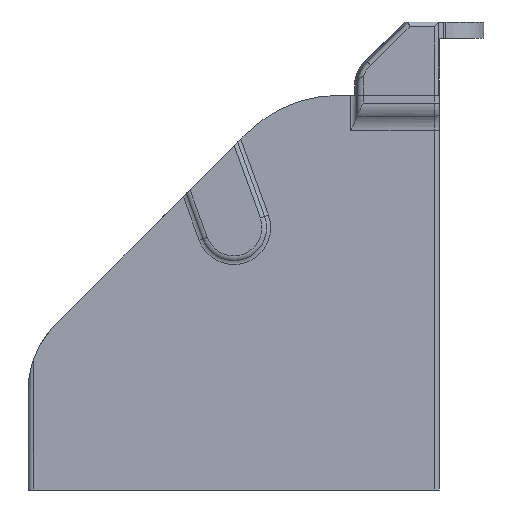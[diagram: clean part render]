
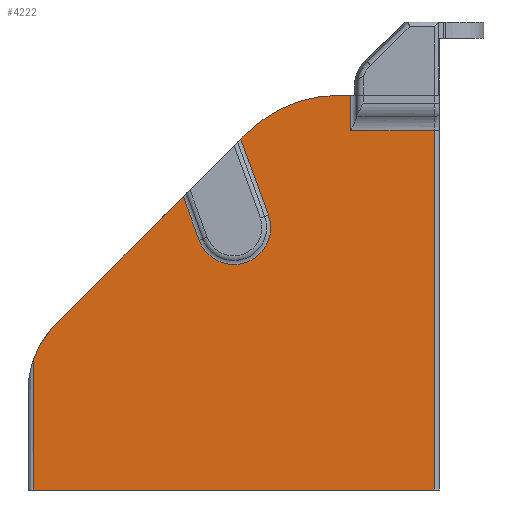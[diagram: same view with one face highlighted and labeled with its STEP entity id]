
A CAD part, front view. The second image highlights one B-rep face of the part: STEP entity #4222.
In plain terms, the highlighted planar face has unit normal (0, -1, 0).
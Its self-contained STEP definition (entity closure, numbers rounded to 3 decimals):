
#234=PLANE('',#4594);
#378=FACE_OUTER_BOUND('',#618,.T.);
#618=EDGE_LOOP('',(#3187,#3188,#3189,#3190,#3191,#3192,#3193,#3194,#3195,
#3196,#3197,#3198,#3199));
#883=LINE('',#6606,#1233);
#921=LINE('',#6765,#1271);
#922=LINE('',#6777,#1272);
#926=LINE('',#6793,#1276);
#927=LINE('',#6794,#1277);
#928=LINE('',#6798,#1278);
#929=LINE('',#6800,#1279);
#930=LINE('',#6804,#1280);
#931=LINE('',#6805,#1281);
#932=LINE('',#6806,#1282);
#1233=VECTOR('',#5242,10.);
#1271=VECTOR('',#5360,10.);
#1272=VECTOR('',#5375,10.);
#1276=VECTOR('',#5385,10.);
#1277=VECTOR('',#5386,10.);
#1278=VECTOR('',#5389,10.);
#1279=VECTOR('',#5390,4.);
#1280=VECTOR('',#5393,4.);
#1281=VECTOR('',#5394,10.);
#1282=VECTOR('',#5395,10.);
#1562=CIRCLE('',#4593,57.);
#1563=CIRCLE('',#4595,80.);
#1564=CIRCLE('',#4596,22.409);
#1789=VERTEX_POINT('',#6603);
#1790=VERTEX_POINT('',#6605);
#1834=VERTEX_POINT('',#6761);
#1835=VERTEX_POINT('',#6763);
#1838=VERTEX_POINT('',#6774);
#1839=VERTEX_POINT('',#6776);
#1841=VERTEX_POINT('',#6787);
#1842=VERTEX_POINT('',#6792);
#1843=VERTEX_POINT('',#6795);
#1844=VERTEX_POINT('',#6797);
#1845=VERTEX_POINT('',#6799);
#1846=VERTEX_POINT('',#6801);
#1847=VERTEX_POINT('',#6803);
#2266=EDGE_CURVE('',#1790,#1789,#883,.T.);
#2333=EDGE_CURVE('',#1835,#1834,#921,.T.);
#2338=EDGE_CURVE('',#1838,#1839,#922,.T.);
#2341=EDGE_CURVE('',#1839,#1841,#1562,.T.);
#2344=EDGE_CURVE('',#1842,#1835,#926,.T.);
#2345=EDGE_CURVE('',#1790,#1842,#927,.T.);
#2346=EDGE_CURVE('',#1843,#1789,#1563,.T.);
#2347=EDGE_CURVE('',#1843,#1844,#928,.T.);
#2348=EDGE_CURVE('',#1845,#1844,#929,.T.);
#2349=EDGE_CURVE('',#1846,#1845,#1564,.T.);
#2350=EDGE_CURVE('',#1847,#1846,#930,.T.);
#2351=EDGE_CURVE('',#1847,#1841,#931,.T.);
#2352=EDGE_CURVE('',#1838,#1834,#932,.T.);
#3187=ORIENTED_EDGE('',*,*,#2333,.F.);
#3188=ORIENTED_EDGE('',*,*,#2344,.F.);
#3189=ORIENTED_EDGE('',*,*,#2345,.F.);
#3190=ORIENTED_EDGE('',*,*,#2266,.T.);
#3191=ORIENTED_EDGE('',*,*,#2346,.F.);
#3192=ORIENTED_EDGE('',*,*,#2347,.T.);
#3193=ORIENTED_EDGE('',*,*,#2348,.F.);
#3194=ORIENTED_EDGE('',*,*,#2349,.F.);
#3195=ORIENTED_EDGE('',*,*,#2350,.F.);
#3196=ORIENTED_EDGE('',*,*,#2351,.T.);
#3197=ORIENTED_EDGE('',*,*,#2341,.F.);
#3198=ORIENTED_EDGE('',*,*,#2338,.F.);
#3199=ORIENTED_EDGE('',*,*,#2352,.T.);
#4222=ADVANCED_FACE('',(#378),#234,.F.);
#4593=AXIS2_PLACEMENT_3D('',#6788,#5379,#5380);
#4594=AXIS2_PLACEMENT_3D('',#6791,#5383,#5384);
#4595=AXIS2_PLACEMENT_3D('',#6796,#5387,#5388);
#4596=AXIS2_PLACEMENT_3D('',#6802,#5391,#5392);
#5242=DIRECTION('',(-1.,0.,0.));
#5360=DIRECTION('',(0.,0.,-1.));
#5375=DIRECTION('',(0.,0.,1.));
#5379=DIRECTION('center_axis',(0.,1.,0.));
#5380=DIRECTION('ref_axis',(-0.924,0.,0.383));
#5383=DIRECTION('center_axis',(0.,1.,0.));
#5384=DIRECTION('ref_axis',(1.,0.,0.));
#5385=DIRECTION('',(1.,0.,0.));
#5386=DIRECTION('',(0.,0.,-1.));
#5387=DIRECTION('center_axis',(0.,1.,0.));
#5388=DIRECTION('ref_axis',(-0.383,0.,0.924));
#5389=DIRECTION('',(-0.707,0.,-0.707));
#5390=DIRECTION('',(-0.342,0.,0.94));
#5391=DIRECTION('center_axis',(0.,-1.,0.));
#5392=DIRECTION('ref_axis',(-0.94,0.,-0.342));
#5393=DIRECTION('',(0.342,0.,-0.94));
#5394=DIRECTION('',(-0.707,0.,-0.707));
#5395=DIRECTION('',(1.,0.,0.));
#6603=CARTESIAN_POINT('',(64.137,-10.,80.5));
#6605=CARTESIAN_POINT('',(71.,-10.,80.5));
#6606=CARTESIAN_POINT('',(125.,-10.,80.5));
#6761=CARTESIAN_POINT('',(122.,-10.,-159.5));
#6763=CARTESIAN_POINT('',(122.,-10.,59.115));
#6765=CARTESIAN_POINT('',(122.,-10.,-99.5));
#6774=CARTESIAN_POINT('',(-122.,-10.,-159.5));
#6776=CARTESIAN_POINT('',(-122.,-10.,-80.862));
#6777=CARTESIAN_POINT('',(-122.,-10.,-57.5));
#6787=CARTESIAN_POINT('',(-108.305,-10.,-58.805));
#6788=CARTESIAN_POINT('Origin',(-68.,-10.,-99.11));
#6791=CARTESIAN_POINT('Origin',(0.,-10.,-39.5));
#6792=CARTESIAN_POINT('',(71.,-10.,59.115));
#6793=CARTESIAN_POINT('',(18.75,-10.,59.115));
#6794=CARTESIAN_POINT('',(71.,-10.,20.5));
#6795=CARTESIAN_POINT('',(7.569,-10.,57.069));
#6796=CARTESIAN_POINT('Origin',(64.137,-10.,0.5));
#6797=CARTESIAN_POINT('',(4.275,-10.,53.775));
#6798=CARTESIAN_POINT('',(-125.,-10.,-75.5));
#6799=CARTESIAN_POINT('',(21.058,-10.,7.664));
#6800=CARTESIAN_POINT('',(21.382,-10.,6.773));
#6801=CARTESIAN_POINT('',(-21.058,-10.,-7.664));
#6802=CARTESIAN_POINT('Origin',(0.,-10.,0.));
#6803=CARTESIAN_POINT('',(-30.693,-10.,18.807));
#6804=CARTESIAN_POINT('',(-23.286,-10.,-1.542));
#6805=CARTESIAN_POINT('',(-125.,-10.,-75.5));
#6806=CARTESIAN_POINT('',(125.,-10.,-159.5));
